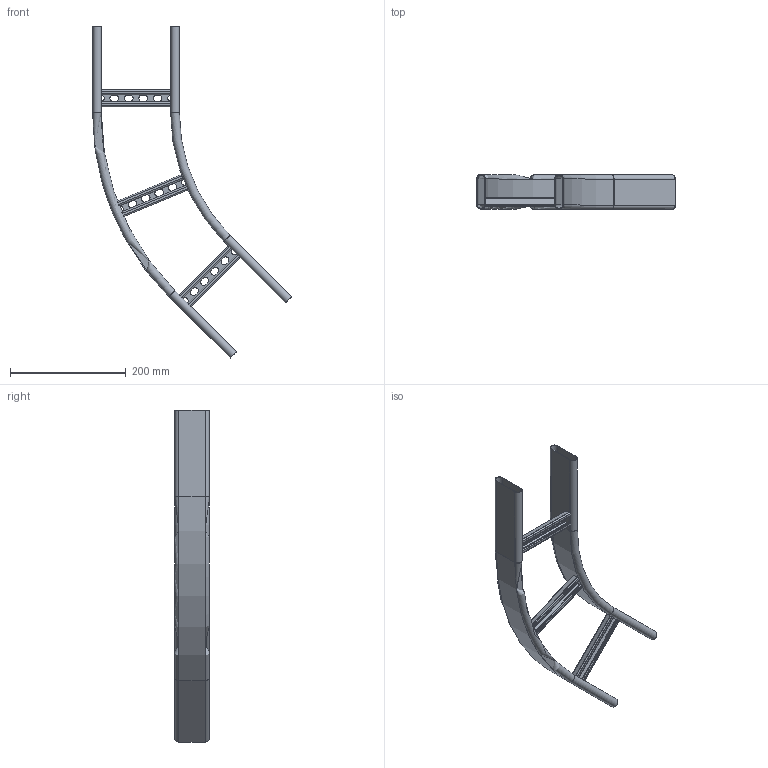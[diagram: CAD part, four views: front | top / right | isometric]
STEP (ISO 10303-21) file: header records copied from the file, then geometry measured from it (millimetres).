
FILE_DESCRIPTION (( 'STEP AP203' ), '1' );
FILE_NAME ('10-02-2694.STEP', '2013-05-14T06:15:28', ( 'asennus' ), ( '' ), 'SwSTEP 2.0', 'SolidWorks 2013', '' );
FILE_SCHEMA (( 'CONFIG_CONTROL_DESIGN' ));
Length unit declared in the file: millimetre
Products named in the file (1): 10-02-2694
Bounding box: 343.93 x 60 x 574.26 mm (x, y, z)
Volume: 181251.8 mm3; surface area: 364699.8 mm2
Topology: 5 solids, 5 shells, 280 faces, 634 edges, 364 vertices
Faces by surface type: plane 176, cylinder 96, torus 8
Entity records: 7747 total; most frequent: DIRECTION 1388, CARTESIAN_POINT 1279, ORIENTED_EDGE 1268, EDGE_CURVE 634, AXIS2_PLACEMENT_3D 473, LINE 442, VECTOR 442, VERTEX_POINT 364
